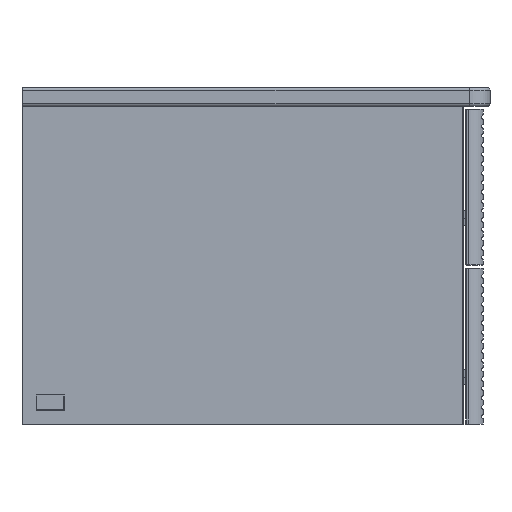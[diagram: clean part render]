
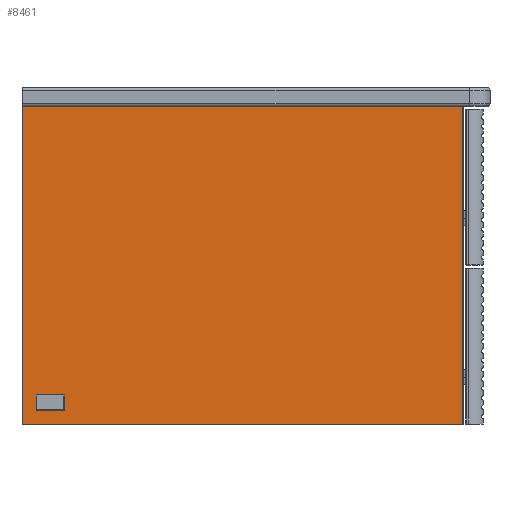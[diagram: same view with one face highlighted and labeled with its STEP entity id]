
A CAD part, left-side view. The second image highlights one B-rep face of the part: STEP entity #8461.
In plain terms, the highlighted planar face has unit normal (-1, 0, 0).
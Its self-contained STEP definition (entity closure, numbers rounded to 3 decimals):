
#8310=CARTESIAN_POINT('',(43060.136,-4134.089,170.0));
#8311=VERTEX_POINT('',#8310);
#8318=CARTESIAN_POINT('',(43060.136,-4134.089,-170.0));
#8319=VERTEX_POINT('',#8318);
#8320=CARTESIAN_POINT('',(43060.136,-4134.089,170.0));
#8321=DIRECTION('',(0.0,0.0,-1.0));
#8322=VECTOR('',#8321,340.0);
#8323=LINE('',#8320,#8322);
#8324=EDGE_CURVE('',#8311,#8319,#8323,.T.);
#8380=CARTESIAN_POINT('',(43060.136,-3663.089,-170.0));
#8381=VERTEX_POINT('',#8380);
#8382=CARTESIAN_POINT('',(43060.136,-3663.089,-170.0));
#8383=DIRECTION('',(0.0,-1.0,0.0));
#8384=VECTOR('',#8383,471.);
#8385=LINE('',#8382,#8384);
#8386=EDGE_CURVE('',#8381,#8319,#8385,.T.);
#8438=CARTESIAN_POINT('',(43060.136,-3898.589,-170.001));
#8439=DIRECTION('',(-1.0,0.0,0.0));
#8440=DIRECTION('',(0.0,0.0,1.0));
#8441=AXIS2_PLACEMENT_3D('',#8438,#8439,#8440);
#8442=PLANE('',#8441);
#8443=ORIENTED_EDGE('',*,*,#8324,.F.);
#8444=CARTESIAN_POINT('',(43060.136,-3663.089,170.0));
#8445=VERTEX_POINT('',#8444);
#8446=CARTESIAN_POINT('',(43060.136,-3663.089,170.0));
#8447=DIRECTION('',(0.0,-1.0,0.0));
#8448=VECTOR('',#8447,471.);
#8449=LINE('',#8446,#8448);
#8450=EDGE_CURVE('',#8445,#8311,#8449,.T.);
#8451=ORIENTED_EDGE('',*,*,#8450,.F.);
#8452=CARTESIAN_POINT('',(43060.136,-3663.089,-170.0));
#8453=DIRECTION('',(0.0,0.0,1.0));
#8454=VECTOR('',#8453,340.0);
#8455=LINE('',#8452,#8454);
#8456=EDGE_CURVE('',#8381,#8445,#8455,.T.);
#8457=ORIENTED_EDGE('',*,*,#8456,.F.);
#8458=ORIENTED_EDGE('',*,*,#8386,.T.);
#8459=EDGE_LOOP('',(#8443,#8451,#8457,#8458));
#8460=FACE_OUTER_BOUND('',#8459,.T.);
#8461=ADVANCED_FACE('',(#8460),#8442,.T.);
